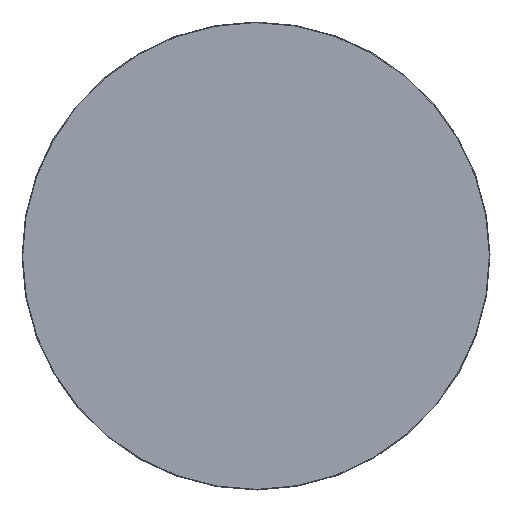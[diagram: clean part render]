
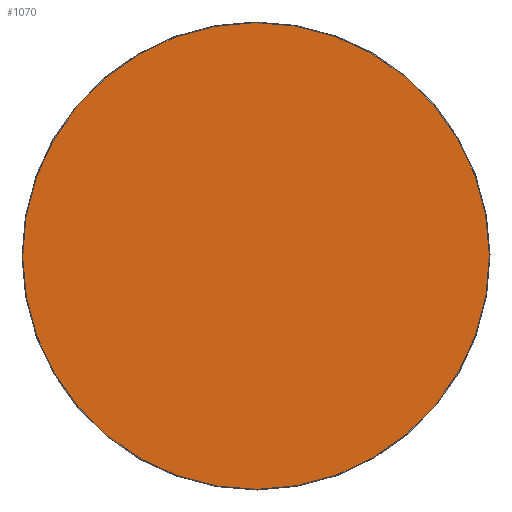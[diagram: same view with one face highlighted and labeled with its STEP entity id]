
A CAD part, front view. The second image highlights one B-rep face of the part: STEP entity #1070.
In plain terms, the highlighted planar face has unit normal (0, -1, 0).
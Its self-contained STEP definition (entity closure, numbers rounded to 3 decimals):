
#129=PLANE('',#1201);
#190=FACE_OUTER_BOUND('',#272,.T.);
#272=EDGE_LOOP('',(#899));
#410=CIRCLE('',#1198,79.524);
#504=VERTEX_POINT('',#4237);
#636=EDGE_CURVE('',#504,#504,#410,.T.);
#899=ORIENTED_EDGE('',*,*,#636,.T.);
#1070=ADVANCED_FACE('',(#190),#129,.T.);
#1198=AXIS2_PLACEMENT_3D('',#4238,#1449,#1450);
#1201=AXIS2_PLACEMENT_3D('',#4242,#1455,#1456);
#1449=DIRECTION('center_axis',(0.,-1.,0.));
#1450=DIRECTION('ref_axis',(0.178,0.,-0.984));
#1455=DIRECTION('center_axis',(0.,-1.,0.));
#1456=DIRECTION('ref_axis',(-0.984,0.,-0.178));
#4237=CARTESIAN_POINT('',(78.251,0.,14.175));
#4238=CARTESIAN_POINT('Origin',(0.,0.,
0.));
#4242=CARTESIAN_POINT('Origin',(0.,0.,
0.));
